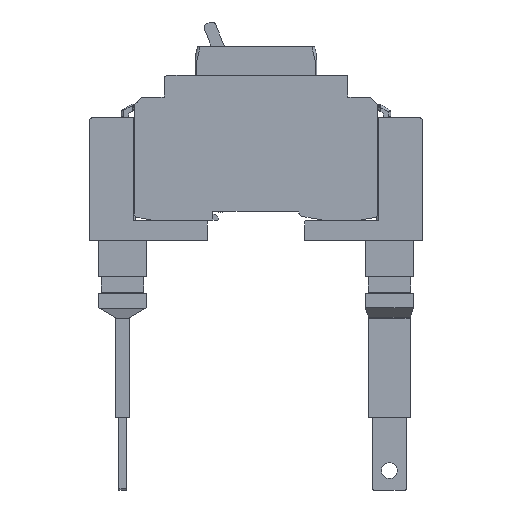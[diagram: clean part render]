
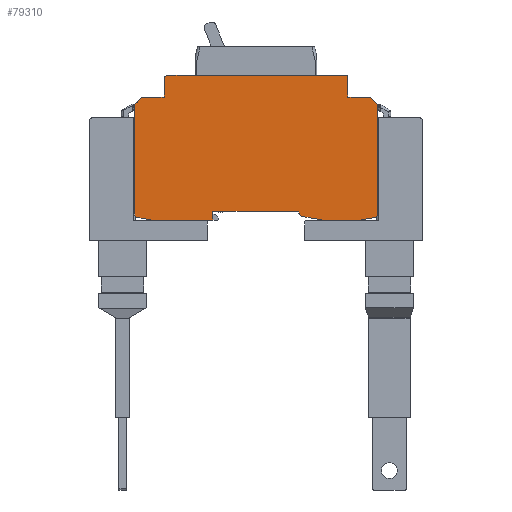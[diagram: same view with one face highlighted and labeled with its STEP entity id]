
A CAD part, left-side view. The second image highlights one B-rep face of the part: STEP entity #79310.
In plain terms, the highlighted planar face has unit normal (-1, 0, 0).
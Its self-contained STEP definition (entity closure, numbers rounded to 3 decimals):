
#56460=CARTESIAN_POINT('',(83.906,0.,-71.7));
#56470=DIRECTION('',(0.,-1.,0.));
#56480=VECTOR('',#56470,1.);
#56490=LINE('',#56460,#56480);
#56500=CARTESIAN_POINT('',(83.906,390.752,
-71.7));
#56510=VERTEX_POINT('',#56500);
#56520=CARTESIAN_POINT('',(83.906,365.552,
-71.7));
#56530=VERTEX_POINT('',#56520);
#56540=EDGE_CURVE('',#56510,#56530,#56490,.T.);
#77220=CARTESIAN_POINT('',(83.906,365.552,
-68.));
#77230=VERTEX_POINT('',#77220);
#77260=CARTESIAN_POINT('',(83.906,0.,-68.));
#77270=DIRECTION('',(0.,-1.,0.));
#77280=VECTOR('',#77270,1.);
#77290=LINE('',#77260,#77280);
#77300=CARTESIAN_POINT('',(83.906,330.252,
-68.));
#77310=VERTEX_POINT('',#77300);
#77320=EDGE_CURVE('',#77230,#77310,#77290,.T.);
#77430=CARTESIAN_POINT('',(83.906,0.,201.084));
#77440=DIRECTION('',(1.,-0.,0.));
#77450=DIRECTION('',(0.,0.,-1.));
#77460=AXIS2_PLACEMENT_3D('',#77430,#77440,#77450);
#77470=PLANE('',#77460);
#77480=CARTESIAN_POINT('',(83.906,0.,-71.7));
#77490=DIRECTION('',(0.,1.,0.));
#77500=VECTOR('',#77490,1.);
#77510=LINE('',#77480,#77500);
#77520=CARTESIAN_POINT('',(83.906,304.752,
-71.7));
#77530=VERTEX_POINT('',#77520);
#77540=CARTESIAN_POINT('',(83.906,320.252,
-71.7));
#77550=VERTEX_POINT('',#77540);
#77560=EDGE_CURVE('',#77530,#77550,#77510,.T.);
#77570=ORIENTED_EDGE('',*,*,#77560,.F.);
#77580=CARTESIAN_POINT('',(83.906,0.,-128.169));
#77590=DIRECTION('',(0.,-0.985,-0.174));
#77600=VECTOR('',#77590,1.);
#77610=LINE('',#77580,#77600);
#77620=CARTESIAN_POINT('',(83.906,328.452,
-70.254));
#77630=VERTEX_POINT('',#77620);
#77640=EDGE_CURVE('',#77630,#77550,#77610,.T.);
#77650=ORIENTED_EDGE('',*,*,#77640,.T.);
#77660=CARTESIAN_POINT('',(83.906,328.105,
-68.284));
#77670=DIRECTION('',(1.,0.,0.));
#77680=DIRECTION('',(0.,-1.,0.));
#77690=AXIS2_PLACEMENT_3D('',#77660,#77670,#77680);
#77700=CIRCLE('',#77690,2.);
#77710=CARTESIAN_POINT('',(83.906,330.037,
-68.802));
#77720=VERTEX_POINT('',#77710);
#77730=EDGE_CURVE('',#77630,#77720,#77700,.T.);
#77740=ORIENTED_EDGE('',*,*,#77730,.F.);
#77750=CARTESIAN_POINT('',(83.906,348.472,0.));
#77760=DIRECTION('',(0.,-0.259,-0.966));
#77770=VECTOR('',#77760,1.);
#77780=LINE('',#77750,#77770);
#77790=EDGE_CURVE('',#77310,#77720,#77780,.T.);
#77800=ORIENTED_EDGE('',*,*,#77790,.T.);
#77810=ORIENTED_EDGE('',*,*,#77320,.T.);
#77820=CARTESIAN_POINT('',(83.906,365.552,0.));
#77830=DIRECTION('',(0.,0.,1.));
#77840=VECTOR('',#77830,1.);
#77850=LINE('',#77820,#77840);
#77860=EDGE_CURVE('',#56530,#77230,#77850,.T.);
#77870=ORIENTED_EDGE('',*,*,#77860,.T.);
#77880=ORIENTED_EDGE('',*,*,#56540,.T.);
#77890=CARTESIAN_POINT('',(83.906,0.,-140.6));
#77900=DIRECTION('',(0.,-0.985,-0.174));
#77910=VECTOR('',#77900,1.);
#77920=LINE('',#77890,#77910);
#77930=CARTESIAN_POINT('',(83.906,396.925,
-70.611));
#77940=VERTEX_POINT('',#77930);
#77950=EDGE_CURVE('',#77940,#56510,#77920,.T.);
#77960=ORIENTED_EDGE('',*,*,#77950,.T.);
#77970=CARTESIAN_POINT('',(83.906,396.752,
-69.627));
#77980=DIRECTION('',(-1.,0.,0.));
#77990=DIRECTION('',(0.,1.,0.));
#78000=AXIS2_PLACEMENT_3D('',#77970,#77980,#77990);
#78010=CIRCLE('',#78000,1.);
#78020=CARTESIAN_POINT('',(83.906,397.752,
-69.627));
#78030=VERTEX_POINT('',#78020);
#78040=EDGE_CURVE('',#78030,#77940,#78010,.T.);
#78050=ORIENTED_EDGE('',*,*,#78040,.T.);
#78060=CARTESIAN_POINT('',(83.906,397.752,0.));
#78070=DIRECTION('',(0.,0.,-1.));
#78080=VECTOR('',#78070,1.);
#78090=LINE('',#78060,#78080);
#78100=CARTESIAN_POINT('',(83.906,397.752,
-24.));
#78110=VERTEX_POINT('',#78100);
#78120=EDGE_CURVE('',#78110,#78030,#78090,.T.);
#78130=ORIENTED_EDGE('',*,*,#78120,.T.);
#78140=CARTESIAN_POINT('',(83.906,373.752,0.));
#78150=DIRECTION('',(0.,0.707,-0.707));
#78160=VECTOR('',#78150,1.);
#78170=LINE('',#78140,#78160);
#78180=CARTESIAN_POINT('',(83.906,394.898,
-21.146));
#78190=VERTEX_POINT('',#78180);
#78200=EDGE_CURVE('',#78190,#78110,#78170,.T.);
#78210=ORIENTED_EDGE('',*,*,#78200,.T.);
#78220=CARTESIAN_POINT('',(83.906,394.545,
-21.5));
#78230=DIRECTION('',(1.,0.,0.));
#78240=DIRECTION('',(0.,1.,0.));
#78250=AXIS2_PLACEMENT_3D('',#78220,#78230,#78240);
#78260=CIRCLE('',#78250,0.5);
#78270=CARTESIAN_POINT('',(83.906,394.545,
-21.));
#78280=VERTEX_POINT('',#78270);
#78290=EDGE_CURVE('',#78190,#78280,#78260,.T.);
#78300=ORIENTED_EDGE('',*,*,#78290,.F.);
#78310=CARTESIAN_POINT('',(83.906,0.,-21.));
#78320=DIRECTION('',(0.,1.,0.));
#78330=VECTOR('',#78320,1.);
#78340=LINE('',#78310,#78330);
#78350=CARTESIAN_POINT('',(83.906,385.652,
-21.));
#78360=VERTEX_POINT('',#78350);
#78370=EDGE_CURVE('',#78360,#78280,#78340,.T.);
#78380=ORIENTED_EDGE('',*,*,#78370,.T.);
#78390=CARTESIAN_POINT('',(83.906,385.652,0.));
#78400=DIRECTION('',(0.,0.,-1.));
#78410=VECTOR('',#78400,1.);
#78420=LINE('',#78390,#78410);
#78430=CARTESIAN_POINT('',(83.906,385.652,
-13.6));
#78440=VERTEX_POINT('',#78430);
#78450=EDGE_CURVE('',#78440,#78360,#78420,.T.);
#78460=ORIENTED_EDGE('',*,*,#78450,.T.);
#78470=CARTESIAN_POINT('',(83.906,384.052,
-13.6));
#78480=DIRECTION('',(-1.,0.,0.));
#78490=DIRECTION('',(0.,1.,0.));
#78500=AXIS2_PLACEMENT_3D('',#78470,#78480,#78490);
#78510=CIRCLE('',#78500,1.6);
#78520=CARTESIAN_POINT('',(83.906,384.052,
-12.));
#78530=VERTEX_POINT('',#78520);
#78540=EDGE_CURVE('',#78530,#78440,#78510,.T.);
#78550=ORIENTED_EDGE('',*,*,#78540,.T.);
#78560=CARTESIAN_POINT('',(83.906,0.,-12.));
#78570=DIRECTION('',(0.,-1.,0.));
#78580=VECTOR('',#78570,1.);
#78590=LINE('',#78560,#78580);
#78600=CARTESIAN_POINT('',(83.906,309.852,
-12.));
#78610=VERTEX_POINT('',#78600);
#78620=EDGE_CURVE('',#78530,#78610,#78590,.T.);
#78630=ORIENTED_EDGE('',*,*,#78620,.F.);
#78640=CARTESIAN_POINT('',(83.906,309.852,0.));
#78650=DIRECTION('',(0.,0.,-1.));
#78660=VECTOR('',#78650,1.);
#78670=LINE('',#78640,#78660);
#78680=CARTESIAN_POINT('',(83.906,309.852,
-21.));
#78690=VERTEX_POINT('',#78680);
#78700=EDGE_CURVE('',#78610,#78690,#78670,.T.);
#78710=ORIENTED_EDGE('',*,*,#78700,.F.);
#78720=CARTESIAN_POINT('',(83.906,30.001,
-21.));
#78730=DIRECTION('',(0.,-1.,0.));
#78740=VECTOR('',#78730,1.);
#78750=LINE('',#78720,#78740);
#78760=CARTESIAN_POINT('',(83.906,300.96,
-21.));
#78770=VERTEX_POINT('',#78760);
#78780=EDGE_CURVE('',#78690,#78770,#78750,.T.);
#78790=ORIENTED_EDGE('',*,*,#78780,.F.);
#78800=CARTESIAN_POINT('',(83.906,300.96,
-21.5));
#78810=DIRECTION('',(1.,0.,0.));
#78820=DIRECTION('',(0.,-1.,0.));
#78830=AXIS2_PLACEMENT_3D('',#78800,#78810,#78820);
#78840=CIRCLE('',#78830,0.5);
#78850=CARTESIAN_POINT('',(83.906,300.606,
-21.146));
#78860=VERTEX_POINT('',#78850);
#78870=EDGE_CURVE('',#78770,#78860,#78840,.T.);
#78880=ORIENTED_EDGE('',*,*,#78870,.F.);
#78890=CARTESIAN_POINT('',(83.906,321.752,0.));
#78900=DIRECTION('',(0.,-0.707,-0.707));
#78910=VECTOR('',#78900,1.);
#78920=LINE('',#78890,#78910);
#78930=CARTESIAN_POINT('',(83.906,297.899,
-23.853));
#78940=VERTEX_POINT('',#78930);
#78950=EDGE_CURVE('',#78860,#78940,#78920,.T.);
#78960=ORIENTED_EDGE('',*,*,#78950,.F.);
#78970=CARTESIAN_POINT('',(83.906,298.252,
-24.207));
#78980=DIRECTION('',(-1.,0.,0.));
#78990=DIRECTION('',(0.,1.,0.));
#79000=AXIS2_PLACEMENT_3D('',#78970,#78980,#78990);
#79010=CIRCLE('',#79000,0.5);
#79020=CARTESIAN_POINT('',(83.906,297.752,
-24.207));
#79030=VERTEX_POINT('',#79020);
#79040=EDGE_CURVE('',#79030,#78940,#79010,.T.);
#79050=ORIENTED_EDGE('',*,*,#79040,.T.);
#79060=CARTESIAN_POINT('',(83.906,297.752,0.));
#79070=DIRECTION('',(0.,0.,-1.));
#79080=VECTOR('',#79070,1.);
#79090=LINE('',#79060,#79080);
#79100=CARTESIAN_POINT('',(83.906,297.752,
-69.087));
#79110=VERTEX_POINT('',#79100);
#79120=EDGE_CURVE('',#79030,#79110,#79090,.T.);
#79130=ORIENTED_EDGE('',*,*,#79120,.F.);
#79140=CARTESIAN_POINT('',(83.906,299.752,
-69.087));
#79150=DIRECTION('',(-1.,0.,0.));
#79160=DIRECTION('',(0.,1.,0.));
#79170=AXIS2_PLACEMENT_3D('',#79140,#79150,#79160);
#79180=CIRCLE('',#79170,2.);
#79190=CARTESIAN_POINT('',(83.906,298.427,
-70.585));
#79200=VERTEX_POINT('',#79190);
#79210=EDGE_CURVE('',#79200,#79110,#79180,.T.);
#79220=ORIENTED_EDGE('',*,*,#79210,.T.);
#79230=CARTESIAN_POINT('',(83.906,0.,-17.964));
#79240=DIRECTION('',(0.,-0.985,0.174));
#79250=VECTOR('',#79240,1.);
#79260=LINE('',#79230,#79250);
#79270=EDGE_CURVE('',#77530,#79200,#79260,.T.);
#79280=ORIENTED_EDGE('',*,*,#79270,.T.);
#79290=EDGE_LOOP('',(#79280,#79220,#79130,#79050,#78960,#78880,#78790,
#78710,#78630,#78550,#78460,#78380,#78300,#78210,#78130,#78050,#77960,
#77880,#77870,#77810,#77800,#77740,#77650,#77570));
#79300=FACE_OUTER_BOUND('',#79290,.T.);
#79310=ADVANCED_FACE('',(#79300),#77470,.F.);
